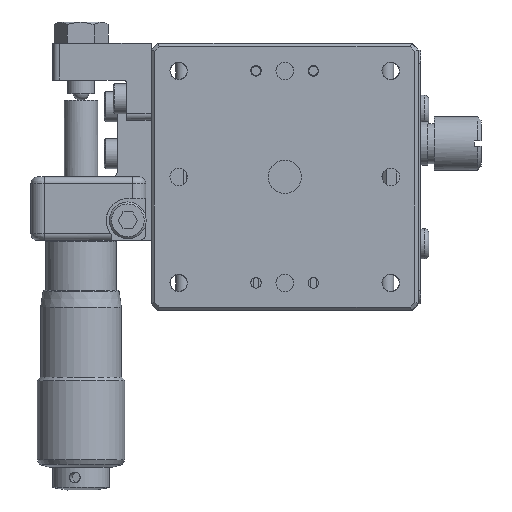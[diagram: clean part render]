
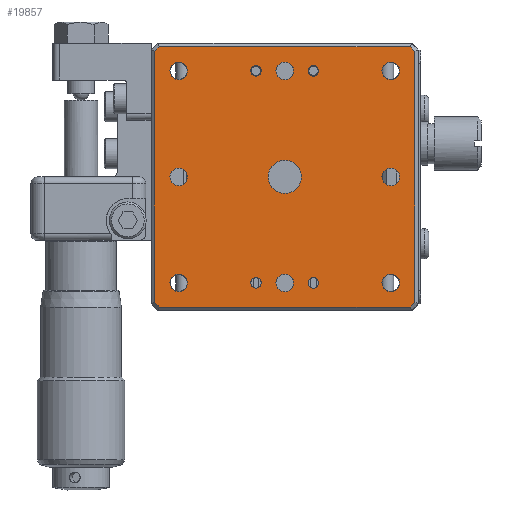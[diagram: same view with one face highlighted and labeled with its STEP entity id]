
A CAD part, top view. The second image highlights one B-rep face of the part: STEP entity #19857.
In plain terms, the highlighted planar face has unit normal (0, 0, 1).
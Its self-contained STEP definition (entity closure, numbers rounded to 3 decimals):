
#19193=CARTESIAN_POINT('',(19.5,18.793,0.0));
#19194=VERTEX_POINT('',#19193);
#19201=CARTESIAN_POINT('',(19.5,-18.793,0.0));
#19202=VERTEX_POINT('',#19201);
#19203=CARTESIAN_POINT('',(19.5,18.793,0.0));
#19204=DIRECTION('',(0.0,-1.0,0.0));
#19205=VECTOR('',#19204,37.586);
#19206=LINE('',#19203,#19205);
#19207=EDGE_CURVE('',#19194,#19202,#19206,.T.);
#19223=CARTESIAN_POINT('',(18.793,-19.5,0.0));
#19224=VERTEX_POINT('',#19223);
#19225=CARTESIAN_POINT('',(19.5,-18.793,0.0));
#19226=DIRECTION('',(-0.707,-0.707,0.0));
#19227=VECTOR('',#19226,1.);
#19228=LINE('',#19225,#19227);
#19229=EDGE_CURVE('',#19202,#19224,#19228,.T.);
#19263=CARTESIAN_POINT('',(-18.793,-19.5,0.0));
#19264=VERTEX_POINT('',#19263);
#19265=CARTESIAN_POINT('',(18.793,-19.5,0.0));
#19266=DIRECTION('',(-1.0,0.0,0.0));
#19267=VECTOR('',#19266,37.586);
#19268=LINE('',#19265,#19267);
#19269=EDGE_CURVE('',#19224,#19264,#19268,.T.);
#19285=CARTESIAN_POINT('',(-19.5,-18.793,0.0));
#19286=VERTEX_POINT('',#19285);
#19287=CARTESIAN_POINT('',(-18.793,-19.5,0.0));
#19288=DIRECTION('',(-0.707,0.707,0.0));
#19289=VECTOR('',#19288,1.);
#19290=LINE('',#19287,#19289);
#19291=EDGE_CURVE('',#19264,#19286,#19290,.T.);
#19324=CARTESIAN_POINT('',(-19.5,18.793,0.0));
#19325=VERTEX_POINT('',#19324);
#19326=CARTESIAN_POINT('',(-19.5,-18.793,0.0));
#19327=DIRECTION('',(0.0,1.0,0.0));
#19328=VECTOR('',#19327,37.586);
#19329=LINE('',#19326,#19328);
#19330=EDGE_CURVE('',#19286,#19325,#19329,.T.);
#19346=CARTESIAN_POINT('',(-18.793,19.5,0.0));
#19347=VERTEX_POINT('',#19346);
#19348=CARTESIAN_POINT('',(-19.5,18.793,0.0));
#19349=DIRECTION('',(0.707,0.707,0.0));
#19350=VECTOR('',#19349,1.);
#19351=LINE('',#19348,#19350);
#19352=EDGE_CURVE('',#19325,#19347,#19351,.T.);
#19386=CARTESIAN_POINT('',(18.793,19.5,0.0));
#19387=VERTEX_POINT('',#19386);
#19388=CARTESIAN_POINT('',(-18.793,19.5,0.0));
#19389=DIRECTION('',(1.0,0.0,0.0));
#19390=VECTOR('',#19389,37.586);
#19391=LINE('',#19388,#19390);
#19392=EDGE_CURVE('',#19347,#19387,#19391,.T.);
#19408=CARTESIAN_POINT('',(18.793,19.5,0.0));
#19409=DIRECTION('',(0.707,-0.707,0.0));
#19410=VECTOR('',#19409,1.);
#19411=LINE('',#19408,#19410);
#19412=EDGE_CURVE('',#19387,#19194,#19411,.T.);
#19699=CARTESIAN_POINT('',(20.0,0.0,0.0));
#19700=DIRECTION('',(0.0,0.0,1.0));
#19701=DIRECTION('',(1.0,0.0,0.0));
#19702=AXIS2_PLACEMENT_3D('',#19699,#19700,#19701);
#19703=PLANE('',#19702);
#19704=ORIENTED_EDGE('',*,*,#19207,.F.);
#19705=ORIENTED_EDGE('',*,*,#19412,.F.);
#19706=ORIENTED_EDGE('',*,*,#19392,.F.);
#19707=ORIENTED_EDGE('',*,*,#19352,.F.);
#19708=ORIENTED_EDGE('',*,*,#19330,.F.);
#19709=ORIENTED_EDGE('',*,*,#19291,.F.);
#19710=ORIENTED_EDGE('',*,*,#19269,.F.);
#19711=ORIENTED_EDGE('',*,*,#19229,.F.);
#19712=EDGE_LOOP('',(#19704,#19705,#19706,#19707,#19708,#19709,#19710,#19711));
#19713=FACE_OUTER_BOUND('',#19712,.T.);
#19714=CARTESIAN_POINT('',(2.489,0.0,0.0));
#19715=VERTEX_POINT('',#19714);
#19716=CARTESIAN_POINT('',(0.0,0.0,0.0));
#19717=DIRECTION('',(0.0,0.0,-1.0));
#19718=DIRECTION('',(1.0,0.0,0.0));
#19719=AXIS2_PLACEMENT_3D('',#19716,#19717,#19718);
#19720=CIRCLE('',#19719,2.489);
#19721=EDGE_CURVE('',#19715,#19715,#19720,.T.);
#19722=ORIENTED_EDGE('',*,*,#19721,.T.);
#19723=EDGE_LOOP('',(#19722));
#19724=FACE_BOUND('',#19723,.T.);
#19725=CARTESIAN_POINT('',(-14.554,-15.875,0.0));
#19726=VERTEX_POINT('',#19725);
#19727=CARTESIAN_POINT('',(-15.875,-15.875,0.0));
#19728=DIRECTION('',(0.0,0.0,-1.0));
#19729=DIRECTION('',(1.0,0.0,0.0));
#19730=AXIS2_PLACEMENT_3D('',#19727,#19728,#19729);
#19731=CIRCLE('',#19730,1.321);
#19732=EDGE_CURVE('',#19726,#19726,#19731,.T.);
#19733=ORIENTED_EDGE('',*,*,#19732,.T.);
#19734=EDGE_LOOP('',(#19733));
#19735=FACE_BOUND('',#19734,.T.);
#19736=CARTESIAN_POINT('',(-14.554,0.0,0.0));
#19737=VERTEX_POINT('',#19736);
#19738=CARTESIAN_POINT('',(-15.875,0.0,0.0));
#19739=DIRECTION('',(0.0,0.0,-1.0));
#19740=DIRECTION('',(1.0,0.0,0.0));
#19741=AXIS2_PLACEMENT_3D('',#19738,#19739,#19740);
#19742=CIRCLE('',#19741,1.321);
#19743=EDGE_CURVE('',#19737,#19737,#19742,.T.);
#19744=ORIENTED_EDGE('',*,*,#19743,.T.);
#19745=EDGE_LOOP('',(#19744));
#19746=FACE_BOUND('',#19745,.T.);
#19747=CARTESIAN_POINT('',(-14.554,15.875,0.0));
#19748=VERTEX_POINT('',#19747);
#19749=CARTESIAN_POINT('',(-15.875,15.875,0.0));
#19750=DIRECTION('',(0.0,0.0,-1.0));
#19751=DIRECTION('',(1.0,0.0,0.0));
#19752=AXIS2_PLACEMENT_3D('',#19749,#19750,#19751);
#19753=CIRCLE('',#19752,1.321);
#19754=EDGE_CURVE('',#19748,#19748,#19753,.T.);
#19755=ORIENTED_EDGE('',*,*,#19754,.T.);
#19756=EDGE_LOOP('',(#19755));
#19757=FACE_BOUND('',#19756,.T.);
#19758=CARTESIAN_POINT('',(1.321,15.875,0.0));
#19759=VERTEX_POINT('',#19758);
#19760=CARTESIAN_POINT('',(0.0,15.875,0.0));
#19761=DIRECTION('',(0.0,0.0,-1.0));
#19762=DIRECTION('',(1.0,0.0,0.0));
#19763=AXIS2_PLACEMENT_3D('',#19760,#19761,#19762);
#19764=CIRCLE('',#19763,1.321);
#19765=EDGE_CURVE('',#19759,#19759,#19764,.T.);
#19766=ORIENTED_EDGE('',*,*,#19765,.T.);
#19767=EDGE_LOOP('',(#19766));
#19768=FACE_BOUND('',#19767,.T.);
#19769=CARTESIAN_POINT('',(17.196,15.875,0.0));
#19770=VERTEX_POINT('',#19769);
#19771=CARTESIAN_POINT('',(15.875,15.875,0.0));
#19772=DIRECTION('',(0.0,0.0,-1.0));
#19773=DIRECTION('',(1.0,0.0,0.0));
#19774=AXIS2_PLACEMENT_3D('',#19771,#19772,#19773);
#19775=CIRCLE('',#19774,1.321);
#19776=EDGE_CURVE('',#19770,#19770,#19775,.T.);
#19777=ORIENTED_EDGE('',*,*,#19776,.T.);
#19778=EDGE_LOOP('',(#19777));
#19779=FACE_BOUND('',#19778,.T.);
#19780=CARTESIAN_POINT('',(17.196,0.0,0.0));
#19781=VERTEX_POINT('',#19780);
#19782=CARTESIAN_POINT('',(15.875,0.0,0.0));
#19783=DIRECTION('',(0.0,0.0,-1.0));
#19784=DIRECTION('',(1.0,0.0,0.0));
#19785=AXIS2_PLACEMENT_3D('',#19782,#19783,#19784);
#19786=CIRCLE('',#19785,1.321);
#19787=EDGE_CURVE('',#19781,#19781,#19786,.T.);
#19788=ORIENTED_EDGE('',*,*,#19787,.T.);
#19789=EDGE_LOOP('',(#19788));
#19790=FACE_BOUND('',#19789,.T.);
#19791=CARTESIAN_POINT('',(17.196,-15.875,0.0));
#19792=VERTEX_POINT('',#19791);
#19793=CARTESIAN_POINT('',(15.875,-15.875,0.0));
#19794=DIRECTION('',(0.0,0.0,-1.0));
#19795=DIRECTION('',(1.0,0.0,0.0));
#19796=AXIS2_PLACEMENT_3D('',#19793,#19794,#19795);
#19797=CIRCLE('',#19796,1.321);
#19798=EDGE_CURVE('',#19792,#19792,#19797,.T.);
#19799=ORIENTED_EDGE('',*,*,#19798,.T.);
#19800=EDGE_LOOP('',(#19799));
#19801=FACE_BOUND('',#19800,.T.);
#19802=CARTESIAN_POINT('',(1.321,-15.875,0.0));
#19803=VERTEX_POINT('',#19802);
#19804=CARTESIAN_POINT('',(0.0,-15.875,0.0));
#19805=DIRECTION('',(0.0,0.0,-1.0));
#19806=DIRECTION('',(1.0,0.0,0.0));
#19807=AXIS2_PLACEMENT_3D('',#19804,#19805,#19806);
#19808=CIRCLE('',#19807,1.321);
#19809=EDGE_CURVE('',#19803,#19803,#19808,.T.);
#19810=ORIENTED_EDGE('',*,*,#19809,.T.);
#19811=EDGE_LOOP('',(#19810));
#19812=FACE_BOUND('',#19811,.T.);
#19813=CARTESIAN_POINT('',(5.084,-15.875,0.0));
#19814=VERTEX_POINT('',#19813);
#19815=CARTESIAN_POINT('',(4.3,-15.875,0.0));
#19816=DIRECTION('',(0.0,0.0,-1.0));
#19817=DIRECTION('',(-1.0,0.0,0.0));
#19818=AXIS2_PLACEMENT_3D('',#19815,#19816,#19817);
#19819=CIRCLE('',#19818,0.784);
#19820=EDGE_CURVE('',#19814,#19814,#19819,.T.);
#19821=ORIENTED_EDGE('',*,*,#19820,.T.);
#19822=EDGE_LOOP('',(#19821));
#19823=FACE_BOUND('',#19822,.T.);
#19824=CARTESIAN_POINT('',(-3.516,-15.875,0.0));
#19825=VERTEX_POINT('',#19824);
#19826=CARTESIAN_POINT('',(-4.3,-15.875,0.0));
#19827=DIRECTION('',(0.0,0.0,-1.0));
#19828=DIRECTION('',(-1.0,0.0,0.0));
#19829=AXIS2_PLACEMENT_3D('',#19826,#19827,#19828);
#19830=CIRCLE('',#19829,0.784);
#19831=EDGE_CURVE('',#19825,#19825,#19830,.T.);
#19832=ORIENTED_EDGE('',*,*,#19831,.T.);
#19833=EDGE_LOOP('',(#19832));
#19834=FACE_BOUND('',#19833,.T.);
#19835=CARTESIAN_POINT('',(-3.516,15.875,0.0));
#19836=VERTEX_POINT('',#19835);
#19837=CARTESIAN_POINT('',(-4.3,15.875,0.0));
#19838=DIRECTION('',(0.0,0.0,-1.0));
#19839=DIRECTION('',(-1.0,0.0,0.0));
#19840=AXIS2_PLACEMENT_3D('',#19837,#19838,#19839);
#19841=CIRCLE('',#19840,0.784);
#19842=EDGE_CURVE('',#19836,#19836,#19841,.T.);
#19843=ORIENTED_EDGE('',*,*,#19842,.T.);
#19844=EDGE_LOOP('',(#19843));
#19845=FACE_BOUND('',#19844,.T.);
#19846=CARTESIAN_POINT('',(5.084,15.875,0.0));
#19847=VERTEX_POINT('',#19846);
#19848=CARTESIAN_POINT('',(4.3,15.875,0.0));
#19849=DIRECTION('',(0.0,0.0,-1.0));
#19850=DIRECTION('',(-1.0,0.0,0.0));
#19851=AXIS2_PLACEMENT_3D('',#19848,#19849,#19850);
#19852=CIRCLE('',#19851,0.784);
#19853=EDGE_CURVE('',#19847,#19847,#19852,.T.);
#19854=ORIENTED_EDGE('',*,*,#19853,.T.);
#19855=EDGE_LOOP('',(#19854));
#19856=FACE_BOUND('',#19855,.T.);
#19857=ADVANCED_FACE('',(#19713,#19724,#19735,#19746,#19757,#19768,#19779,#19790,#19801,#19812,#19823,#19834,#19845,#19856),#19703,.T.);
